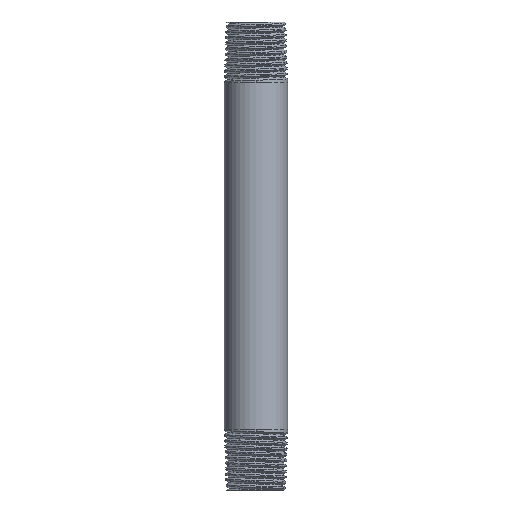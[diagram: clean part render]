
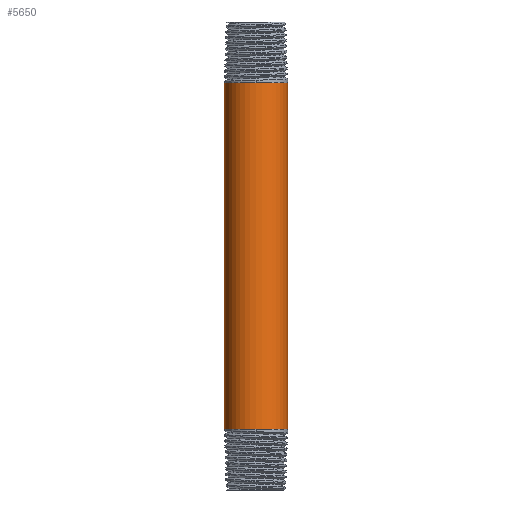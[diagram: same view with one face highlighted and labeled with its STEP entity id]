
A CAD part, front view. The second image highlights one B-rep face of the part: STEP entity #5650.
In plain terms, the highlighted cylindrical face has radius 10.325 mm (diameter 20.65 mm), a partial arc.
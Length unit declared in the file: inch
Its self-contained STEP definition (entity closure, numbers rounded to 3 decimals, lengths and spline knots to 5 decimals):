
#109=CARTESIAN_POINT('',(0.,0.,2.218));
#110=DIRECTION('',(0.,0.,1.));
#111=DIRECTION('',(0.,-1.,0.));
#112=AXIS2_PLACEMENT_3D('',#109,#110,#111);
#781=CARTESIAN_POINT('',(0.,0.,2.218));
#782=DIRECTION('',(0.,0.,1.));
#783=DIRECTION('',(-1.,0.,0.));
#784=AXIS2_PLACEMENT_3D('',#781,#782,#783);
#1747=DIRECTION('',(0.,0.,1.));
#1748=VECTOR('',#1747,4.436);
#1749=CARTESIAN_POINT('',(-0.4065,0.,-2.218));
#1750=LINE('',#1749,#1748);
#1775=CARTESIAN_POINT('',(0.,0.,-2.218));
#1776=DIRECTION('',(0.,0.,1.));
#1777=DIRECTION('',(-1.,0.,0.));
#1778=AXIS2_PLACEMENT_3D('',#1775,#1776,#1777);
#2217=CARTESIAN_POINT('',(0.,0.,-2.218));
#2218=DIRECTION('',(0.,0.,1.));
#2219=DIRECTION('',(0.,-1.,0.));
#2220=AXIS2_PLACEMENT_3D('',#2217,#2218,#2219);
#3397=DIRECTION('',(0.,0.,1.));
#3398=VECTOR('',#3397,4.436);
#3399=CARTESIAN_POINT('',(0.4065,0.,-2.218));
#3400=LINE('',#3399,#3398);
#3409=CARTESIAN_POINT('',(-0.4065,0.,2.218));
#3410=CARTESIAN_POINT('',(0.,-0.4065,2.218));
#3411=VERTEX_POINT('',#3409);
#3412=VERTEX_POINT('',#3410);
#3413=CARTESIAN_POINT('',(0.4065,0.,2.218));
#3414=VERTEX_POINT('',#3413);
#3485=CARTESIAN_POINT('',(-0.4065,0.,-2.218));
#3486=CARTESIAN_POINT('',(0.,-0.4065,-2.218));
#3487=VERTEX_POINT('',#3485);
#3488=VERTEX_POINT('',#3486);
#3489=CARTESIAN_POINT('',(0.4065,0.,-2.218));
#3490=VERTEX_POINT('',#3489);
#5633=CARTESIAN_POINT('',(0.,0.,-3.));
#5634=DIRECTION('',(0.,0.,1.));
#5635=DIRECTION('',(1.,0.,0.));
#5636=AXIS2_PLACEMENT_3D('',#5633,#5634,#5635);
#5637=CYLINDRICAL_SURFACE('',#5636,0.4065);
#5639=ORIENTED_EDGE('',*,*,#5638,.F.);
#5641=ORIENTED_EDGE('',*,*,#5640,.T.);
#5642=ORIENTED_EDGE('',*,*,#4099,.T.);
#5643=ORIENTED_EDGE('',*,*,#3733,.T.);
#5645=ORIENTED_EDGE('',*,*,#5644,.F.);
#5647=ORIENTED_EDGE('',*,*,#5646,.F.);
#5648=EDGE_LOOP('',(#5639,#5641,#5642,#5643,#5645,#5647));
#5649=FACE_OUTER_BOUND('',#5648,.F.);
#5650=ADVANCED_FACE('',(#5649),#5637,.T.);
#113=CIRCLE('',#112,0.4065);
#785=CIRCLE('',#784,0.4065);
#1779=CIRCLE('',#1778,0.4065);
#2221=CIRCLE('',#2220,0.4065);
#3733=EDGE_CURVE('',#3412,#3414,#113,.T.);
#4099=EDGE_CURVE('',#3411,#3412,#785,.T.);
#5638=EDGE_CURVE('',#3487,#3488,#1779,.T.);
#5640=EDGE_CURVE('',#3487,#3411,#1750,.T.);
#5644=EDGE_CURVE('',#3490,#3414,#3400,.T.);
#5646=EDGE_CURVE('',#3488,#3490,#2221,.T.);
